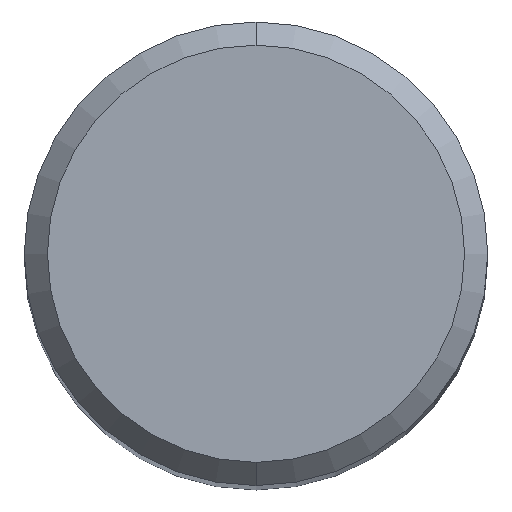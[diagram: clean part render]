
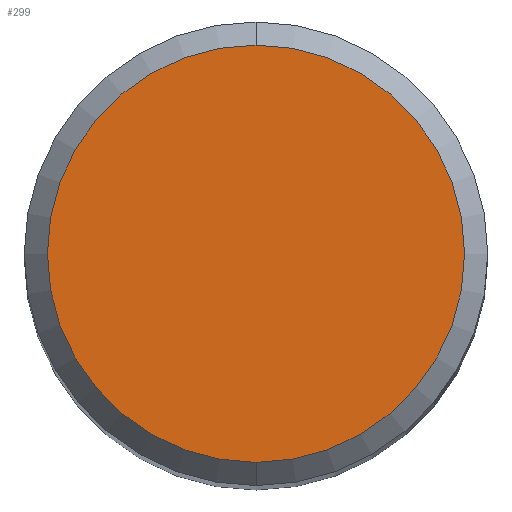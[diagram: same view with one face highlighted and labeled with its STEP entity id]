
A CAD part, top view. The second image highlights one B-rep face of the part: STEP entity #299.
In plain terms, the highlighted planar face has unit normal (0, 0, 1).
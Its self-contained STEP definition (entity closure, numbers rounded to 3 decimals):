
#273=VERTEX_POINT('',#591);
#283=VERTEX_POINT('',#601);
#295=EDGE_CURVE('',#273,#283,#613,.T.);
#299=ADVANCED_FACE('',(#617),#618,.T.);
#341=EDGE_CURVE('',#283,#273,#663,.T.);
#591=CARTESIAN_POINT('',(0.0,3.6,0.0));
#601=CARTESIAN_POINT('',(0.,-3.6,0.0));
#613=CIRCLE('',#1130,3.6);
#617=FACE_OUTER_BOUND('',#1140,.T.);
#618=PLANE('',#1141);
#663=CIRCLE('',#1245,3.6);
#1130=AXIS2_PLACEMENT_3D('',#1594,#1595,#1596);
#1140=EDGE_LOOP('',(#1598,#1599));
#1141=AXIS2_PLACEMENT_3D('',#1600,#1601,#1602);
#1245=AXIS2_PLACEMENT_3D('',#1654,#1655,#1656);
#1594=CARTESIAN_POINT('',(0.0,0.0,0.0));
#1595=DIRECTION('',(0.0,0.0,-1.0));
#1596=DIRECTION('',(0.0,1.0,0.0));
#1598=ORIENTED_EDGE('',*,*,#295,.F.);
#1599=ORIENTED_EDGE('',*,*,#341,.F.);
#1600=CARTESIAN_POINT('',(0.0,1.8,0.0));
#1601=DIRECTION('',(-0.0,0.0,1.0));
#1602=DIRECTION('',(0.0,-1.0,0.0));
#1654=CARTESIAN_POINT('',(0.0,0.0,0.0));
#1655=DIRECTION('',(0.0,0.0,-1.0));
#1656=DIRECTION('',(0.0,1.0,0.0));
